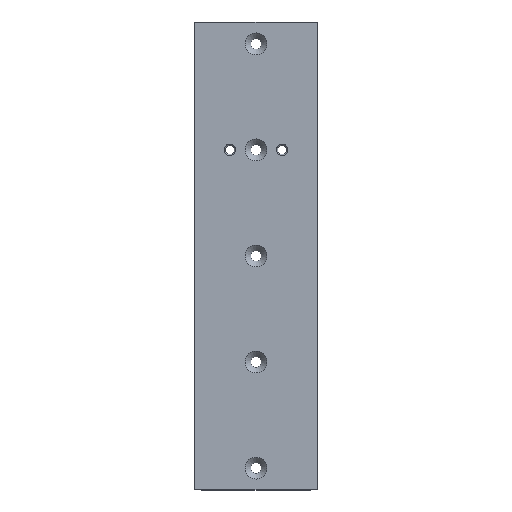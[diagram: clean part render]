
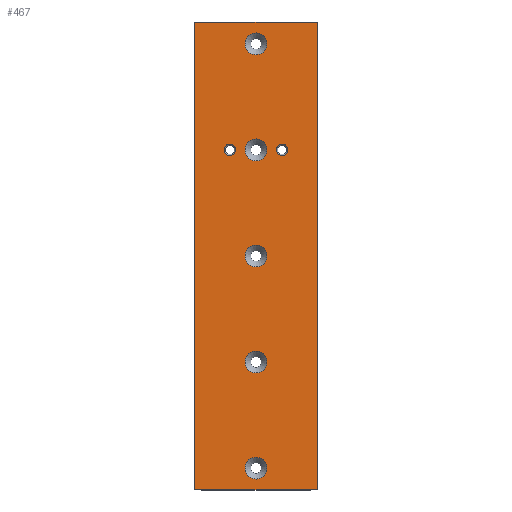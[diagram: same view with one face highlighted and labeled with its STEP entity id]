
A CAD part, top view. The second image highlights one B-rep face of the part: STEP entity #467.
In plain terms, the highlighted planar face has unit normal (0, 0, 1).
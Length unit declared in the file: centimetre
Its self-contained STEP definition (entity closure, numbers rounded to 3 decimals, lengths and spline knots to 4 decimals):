
#111=VECTOR('',#660,1.);
#112=VECTOR('',#661,1.);
#113=VECTOR('',#662,1.);
#114=VECTOR('',#663,1.);
#135=LINE('',#553,#111);
#136=LINE('',#556,#112);
#137=LINE('',#558,#113);
#138=LINE('',#560,#114);
#159=PLANE('',#493);
#170=VERTEX_POINT('',#539);
#171=VERTEX_POINT('',#542);
#172=VERTEX_POINT('',#544);
#173=VERTEX_POINT('',#546);
#174=VERTEX_POINT('',#548);
#175=VERTEX_POINT('',#550);
#176=VERTEX_POINT('',#552);
#177=VERTEX_POINT('',#554);
#178=VERTEX_POINT('',#555);
#179=VERTEX_POINT('',#557);
#180=VERTEX_POINT('',#559);
#207=CIRCLE('',#492,0.2617);
#208=CIRCLE('',#494,0.2617);
#209=CIRCLE('',#495,0.5);
#210=CIRCLE('',#496,0.5);
#211=CIRCLE('',#497,0.5);
#212=CIRCLE('',#498,0.5);
#213=CIRCLE('',#499,0.5);
#228=EDGE_CURVE('',#170,#170,#207,.T.);
#229=EDGE_CURVE('',#171,#171,#208,.T.);
#230=EDGE_CURVE('',#172,#172,#209,.T.);
#231=EDGE_CURVE('',#173,#173,#210,.T.);
#232=EDGE_CURVE('',#174,#174,#211,.T.);
#233=EDGE_CURVE('',#175,#175,#212,.T.);
#234=EDGE_CURVE('',#176,#176,#213,.T.);
#235=EDGE_CURVE('',#177,#178,#135,.T.);
#236=EDGE_CURVE('',#179,#177,#136,.T.);
#237=EDGE_CURVE('',#180,#179,#137,.T.);
#238=EDGE_CURVE('',#178,#180,#138,.T.);
#274=ORIENTED_EDGE('',*,*,#229,.F.);
#275=ORIENTED_EDGE('',*,*,#230,.T.);
#276=ORIENTED_EDGE('',*,*,#231,.T.);
#277=ORIENTED_EDGE('',*,*,#232,.T.);
#278=ORIENTED_EDGE('',*,*,#233,.T.);
#279=ORIENTED_EDGE('',*,*,#234,.T.);
#280=ORIENTED_EDGE('',*,*,#235,.F.);
#281=ORIENTED_EDGE('',*,*,#236,.F.);
#282=ORIENTED_EDGE('',*,*,#237,.F.);
#283=ORIENTED_EDGE('',*,*,#238,.F.);
#284=ORIENTED_EDGE('',*,*,#228,.F.);
#364=EDGE_LOOP('',(#274));
#365=EDGE_LOOP('',(#275));
#366=EDGE_LOOP('',(#276));
#367=EDGE_LOOP('',(#277));
#368=EDGE_LOOP('',(#278));
#369=EDGE_LOOP('',(#279));
#370=EDGE_LOOP('',(#280,#281,#282,#283));
#371=EDGE_LOOP('',(#284));
#416=FACE_BOUND('',#364,.T.);
#417=FACE_BOUND('',#365,.T.);
#418=FACE_BOUND('',#366,.T.);
#419=FACE_BOUND('',#367,.T.);
#420=FACE_BOUND('',#368,.T.);
#421=FACE_BOUND('',#369,.T.);
#422=FACE_BOUND('',#370,.T.);
#423=FACE_BOUND('',#371,.T.);
#467=ADVANCED_FACE('',(#416,#417,#418,#419,#420,#421,#422,#423),#159,.T.);
#492=AXIS2_PLACEMENT_3D('',#538,#645,#646);
#493=AXIS2_PLACEMENT_3D('',#540,#647,$);
#494=AXIS2_PLACEMENT_3D('',#541,#648,#649);
#495=AXIS2_PLACEMENT_3D('',#543,#650,#651);
#496=AXIS2_PLACEMENT_3D('',#545,#652,#653);
#497=AXIS2_PLACEMENT_3D('',#547,#654,#655);
#498=AXIS2_PLACEMENT_3D('',#549,#656,#657);
#499=AXIS2_PLACEMENT_3D('',#551,#658,#659);
#538=CARTESIAN_POINT('',(1.2,4.85,0.6));
#539=CARTESIAN_POINT('',(1.2,5.1117,0.6));
#540=CARTESIAN_POINT('',(0.,0.,0.6));
#541=CARTESIAN_POINT('',(-1.2,4.85,0.6));
#542=CARTESIAN_POINT('',(-1.2,5.1117,0.6));
#543=CARTESIAN_POINT('',(0.,-9.7,0.6));
#544=CARTESIAN_POINT('',(0.,-9.2,0.6));
#545=CARTESIAN_POINT('',(0.,-4.85,0.6));
#546=CARTESIAN_POINT('',(0.,-4.35,0.6));
#547=CARTESIAN_POINT('',(0.,0.,0.6));
#548=CARTESIAN_POINT('',(0.,0.5,0.6));
#549=CARTESIAN_POINT('',(0.,4.85,0.6));
#550=CARTESIAN_POINT('',(0.,5.35,0.6));
#551=CARTESIAN_POINT('',(0.,9.7,0.6));
#552=CARTESIAN_POINT('',(0.,10.2,0.6));
#553=CARTESIAN_POINT('',(2.8,10.7,0.6));
#554=CARTESIAN_POINT('',(-2.8,10.7,0.6));
#555=CARTESIAN_POINT('',(2.8,10.7,0.6));
#556=CARTESIAN_POINT('',(-2.8,10.7,0.6));
#557=CARTESIAN_POINT('',(-2.8,-10.7,0.6));
#558=CARTESIAN_POINT('',(-2.8,-10.7,0.6));
#559=CARTESIAN_POINT('',(2.8,-10.7,0.6));
#560=CARTESIAN_POINT('',(2.8,-10.7,0.6));
#645=DIRECTION('',(0.,0.,1.));
#646=DIRECTION('',(0.,-0.262,0.));
#647=DIRECTION('',(0.,0.,1.));
#648=DIRECTION('',(0.,0.,1.));
#649=DIRECTION('',(0.,-0.262,0.));
#650=DIRECTION('',(0.,0.,-1.));
#651=DIRECTION('',(0.,0.5,0.));
#652=DIRECTION('',(0.,0.,-1.));
#653=DIRECTION('',(0.,0.5,0.));
#654=DIRECTION('',(0.,0.,-1.));
#655=DIRECTION('',(0.,0.5,0.));
#656=DIRECTION('',(0.,0.,-1.));
#657=DIRECTION('',(0.,0.5,0.));
#658=DIRECTION('',(0.,0.,-1.));
#659=DIRECTION('',(0.,0.5,0.));
#660=DIRECTION('',(1.,0.,0.));
#661=DIRECTION('',(0.,1.,0.));
#662=DIRECTION('',(-1.,0.,0.));
#663=DIRECTION('',(0.,-1.,0.));
